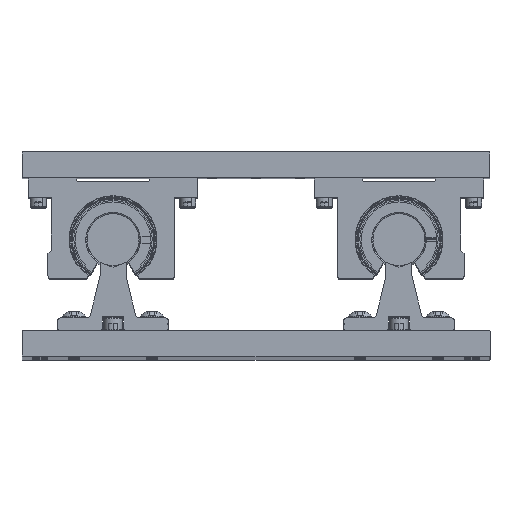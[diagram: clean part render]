
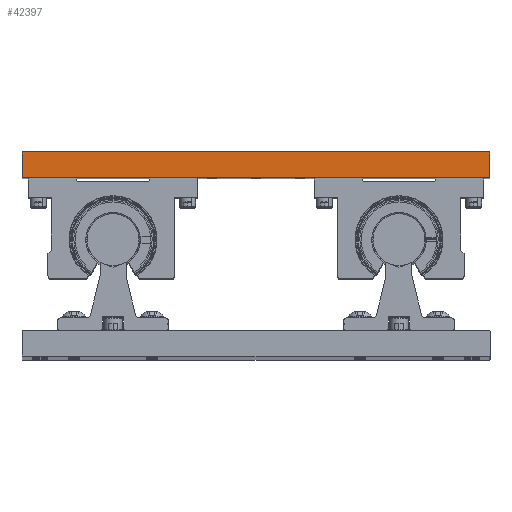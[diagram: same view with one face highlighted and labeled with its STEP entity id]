
A CAD part, top view. The second image highlights one B-rep face of the part: STEP entity #42397.
In plain terms, the highlighted planar face has unit normal (0, 0, 1).
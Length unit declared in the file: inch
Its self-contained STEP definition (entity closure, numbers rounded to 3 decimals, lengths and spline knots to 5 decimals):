
#397 = VERTEX_POINT ( 'NONE', #41990 ) ;
#3947 = CARTESIAN_POINT ( 'NONE',  ( 4.5, 3.4375, -0.5 ) ) ;
#3965 = LINE ( 'NONE', #64010, #15904 ) ;
#5162 = CARTESIAN_POINT ( 'NONE',  ( 4.5, 3.4375, -0.5 ) ) ;
#15904 = VECTOR ( 'NONE', #74370, 39.37008 ) ;
#17669 = VECTOR ( 'NONE', #47011, 39.37008 ) ;
#19975 = VERTEX_POINT ( 'NONE', #3947 ) ;
#20593 = EDGE_CURVE ( 'NONE', #106256, #397, #3965, .T. ) ;
#20906 = DIRECTION ( 'NONE',  ( 0., 0., -1. ) ) ;
#21564 = CARTESIAN_POINT ( 'NONE',  ( -4.5, 3.4375, -0.5 ) ) ;
#31275 = FACE_OUTER_BOUND ( 'NONE', #37726, .T. ) ;
#32777 = EDGE_CURVE ( 'NONE', #39410, #106256, #37828, .T. ) ;
#37726 = EDGE_LOOP ( 'NONE', ( #70981, #52929, #47245, #54266 ) ) ;
#37828 = LINE ( 'NONE', #77554, #17669 ) ;
#39410 = VERTEX_POINT ( 'NONE', #86826 ) ;
#41990 = CARTESIAN_POINT ( 'NONE',  ( 4.5, 2.9375, -0.5 ) ) ;
#42397 = ADVANCED_FACE ( 'NONE', ( #31275 ), #100466, .F. ) ;
#47011 = DIRECTION ( 'NONE',  ( 0., -1., 0. ) ) ;
#47245 = ORIENTED_EDGE ( 'NONE', *, *, #65167, .F. ) ;
#52929 = ORIENTED_EDGE ( 'NONE', *, *, #76680, .F. ) ;
#54266 = ORIENTED_EDGE ( 'NONE', *, *, #32777, .T. ) ;
#59006 = VECTOR ( 'NONE', #94615, 39.37008 ) ;
#61263 = DIRECTION ( 'NONE',  ( -1., 0., 0. ) ) ;
#64010 = CARTESIAN_POINT ( 'NONE',  ( -4.5, 2.9375, -0.5 ) ) ;
#65167 = EDGE_CURVE ( 'NONE', #39410, #19975, #74604, .T. ) ;
#70981 = ORIENTED_EDGE ( 'NONE', *, *, #20593, .T. ) ;
#74370 = DIRECTION ( 'NONE',  ( 1., 0., 0. ) ) ;
#74604 = LINE ( 'NONE', #123091, #123262 ) ;
#76680 = EDGE_CURVE ( 'NONE', #19975, #397, #84752, .T. ) ;
#76812 = CARTESIAN_POINT ( 'NONE',  ( -4.5, 2.9375, -0.5 ) ) ;
#77554 = CARTESIAN_POINT ( 'NONE',  ( -4.5, 3.4375, -0.5 ) ) ;
#84752 = LINE ( 'NONE', #5162, #59006 ) ;
#86826 = CARTESIAN_POINT ( 'NONE',  ( -4.5, 3.4375, -0.5 ) ) ;
#93649 = DIRECTION ( 'NONE',  ( 1., 0., 0. ) ) ;
#94615 = DIRECTION ( 'NONE',  ( 0., -1., 0. ) ) ;
#100466 = PLANE ( 'NONE',  #123612 ) ;
#106256 = VERTEX_POINT ( 'NONE', #76812 ) ;
#123091 = CARTESIAN_POINT ( 'NONE',  ( -4.5, 3.4375, -0.5 ) ) ;
#123262 = VECTOR ( 'NONE', #93649, 39.37008 ) ;
#123612 = AXIS2_PLACEMENT_3D ( 'NONE', #21564, #20906, #61263 ) ;
